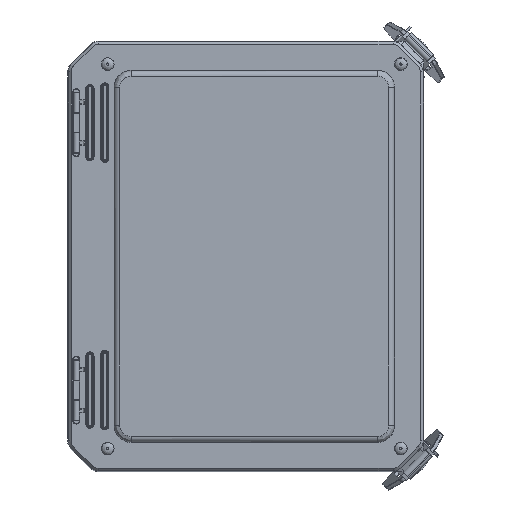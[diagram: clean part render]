
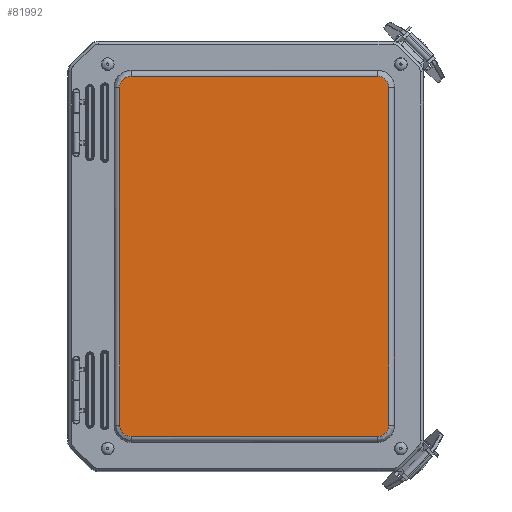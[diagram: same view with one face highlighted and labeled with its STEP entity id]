
A CAD part, top view. The second image highlights one B-rep face of the part: STEP entity #81992.
In plain terms, the highlighted planar face has unit normal (0, 0, 1).
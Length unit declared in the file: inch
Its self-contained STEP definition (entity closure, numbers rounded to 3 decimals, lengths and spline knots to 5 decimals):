
#867 = DIRECTION ( 'NONE',  ( 1., 0., 0. ) ) ;
#3750 = CARTESIAN_POINT ( 'NONE',  ( 2.9423, 3.72974, 4.31038 ) ) ;
#4116 = CARTESIAN_POINT ( 'NONE',  ( -2.89446, 3.85351, 4.31038 ) ) ;
#5969 = CARTESIAN_POINT ( 'NONE',  ( -2.9423, -3.69234, 4.31038 ) ) ;
#6040 = CARTESIAN_POINT ( 'NONE',  ( 2.9423, -3.69234, 4.31038 ) ) ;
#6339 = ORIENTED_EDGE ( 'NONE', *, *, #57088, .F. ) ;
#7662 = CARTESIAN_POINT ( 'NONE',  ( 0., 0., 4.31038 ) ) ;
#8108 = CARTESIAN_POINT ( 'NONE',  ( 2.74844, 3.93809, 4.31038 ) ) ;
#8710 = CARTESIAN_POINT ( 'NONE',  ( -2.9423, 0., 4.31038 ) ) ;
#10582 = LINE ( 'NONE', #23745, #38319 ) ;
#10704 = EDGE_CURVE ( 'NONE', #74855, #22148, #18894, .T. ) ;
#13426 = CARTESIAN_POINT ( 'NONE',  ( -2.86546, -3.87945, 4.31038 ) ) ;
#14235 = PLANE ( 'NONE',  #33952 ) ;
#17754 = CARTESIAN_POINT ( 'NONE',  ( -2.9423, 3.71104, 4.31038 ) ) ;
#18055 = CARTESIAN_POINT ( 'NONE',  ( -2.72974, 3.9423, 4.31038 ) ) ;
#18359 = CARTESIAN_POINT ( 'NONE',  ( -2.9423, 3.69234, 4.31038 ) ) ;
#18894 = B_SPLINE_CURVE_WITH_KNOTS ( 'NONE', 3,
 ( #49796, #71090, #84067, #91731, #56890, #56284, #63396, #50115 ),
 .UNSPECIFIED., .F., .F.,
 ( 4, 1, 1, 1, 1, 4 ),
 ( 0., 0.14286, 0.28571, 0.42857, 0.71429, 1. ),
 .UNSPECIFIED. ) ;
#20117 = B_SPLINE_CURVE_WITH_KNOTS ( 'NONE', 3,
 ( #22974, #30123, #8108, #64804, #87597, #74323, #3750, #66317 ),
 .UNSPECIFIED., .F., .F.,
 ( 4, 1, 1, 1, 1, 4 ),
 ( 0., 0.14286, 0.28571, 0.42857, 0.71429, 1. ),
 .UNSPECIFIED. ) ;
#21344 = ORIENTED_EDGE ( 'NONE', *, *, #25341, .F. ) ;
#22148 = VERTEX_POINT ( 'NONE', #42760 ) ;
#22974 = CARTESIAN_POINT ( 'NONE',  ( 2.69234, 3.9423, 4.31038 ) ) ;
#22981 = ORIENTED_EDGE ( 'NONE', *, *, #82544, .F. ) ;
#23571 = DIRECTION ( 'NONE',  ( 0., 1., 0. ) ) ;
#23718 = CARTESIAN_POINT ( 'NONE',  ( 0., 3.9423, 4.31038 ) ) ;
#23745 = CARTESIAN_POINT ( 'NONE',  ( 2.9423, 0., 4.31038 ) ) ;
#25169 = CARTESIAN_POINT ( 'NONE',  ( -2.8045, 3.92524, 4.31038 ) ) ;
#25341 = EDGE_CURVE ( 'NONE', #33217, #78468, #38261, .T. ) ;
#27579 = B_SPLINE_CURVE_WITH_KNOTS ( 'NONE', 3,
 ( #18359, #17754, #39459, #4116, #25169, #18055, #67278 ),
 .UNSPECIFIED., .F., .F.,
 ( 4, 1, 1, 1, 4 ),
 ( 0., 0.14286, 0.42857, 0.71429, 1. ),
 .UNSPECIFIED. ) ;
#30123 = CARTESIAN_POINT ( 'NONE',  ( 2.71104, 3.9423, 4.31038 ) ) ;
#30209 = FACE_OUTER_BOUND ( 'NONE', #61290, .T. ) ;
#30264 = CARTESIAN_POINT ( 'NONE',  ( -2.9423, 3.69234, 4.31038 ) ) ;
#31600 = VECTOR ( 'NONE', #52269, 39.37008 ) ;
#32289 = LINE ( 'NONE', #8710, #35583 ) ;
#33217 = VERTEX_POINT ( 'NONE', #87063 ) ;
#33952 = AXIS2_PLACEMENT_3D ( 'NONE', #7662, #85349, #867 ) ;
#35583 = VECTOR ( 'NONE', #23571, 39.37008 ) ;
#36903 = VECTOR ( 'NONE', #70239, 39.37008 ) ;
#38261 = LINE ( 'NONE', #23718, #31600 ) ;
#38319 = VECTOR ( 'NONE', #52594, 39.37008 ) ;
#39459 = CARTESIAN_POINT ( 'NONE',  ( -2.93603, 3.76715, 4.31038 ) ) ;
#39639 = ORIENTED_EDGE ( 'NONE', *, *, #10704, .F. ) ;
#41336 = CARTESIAN_POINT ( 'NONE',  ( -2.69234, -3.9423, 4.31038 ) ) ;
#41648 = VERTEX_POINT ( 'NONE', #69654 ) ;
#42759 = CARTESIAN_POINT ( 'NONE',  ( 0., -3.9423, 4.31038 ) ) ;
#42760 = CARTESIAN_POINT ( 'NONE',  ( 2.69234, -3.9423, 4.31038 ) ) ;
#48144 = CARTESIAN_POINT ( 'NONE',  ( -2.74844, -3.93809, 4.31038 ) ) ;
#49796 = CARTESIAN_POINT ( 'NONE',  ( 2.9423, -3.69234, 4.31038 ) ) ;
#50100 = ORIENTED_EDGE ( 'NONE', *, *, #78805, .F. ) ;
#50115 = CARTESIAN_POINT ( 'NONE',  ( 2.69234, -3.9423, 4.31038 ) ) ;
#51845 = CARTESIAN_POINT ( 'NONE',  ( 2.69234, 3.9423, 4.31038 ) ) ;
#52269 = DIRECTION ( 'NONE',  ( 1., 0., 0. ) ) ;
#52594 = DIRECTION ( 'NONE',  ( 0., -1., 0. ) ) ;
#55328 = EDGE_CURVE ( 'NONE', #41648, #74152, #76698, .T. ) ;
#55845 = CARTESIAN_POINT ( 'NONE',  ( -2.8017, -3.91944, 4.31038 ) ) ;
#56284 = CARTESIAN_POINT ( 'NONE',  ( 2.80452, -3.92524, 4.31038 ) ) ;
#56890 = CARTESIAN_POINT ( 'NONE',  ( 2.87945, -3.86546, 4.31038 ) ) ;
#57088 = EDGE_CURVE ( 'NONE', #22148, #41648, #69017, .T. ) ;
#58955 = EDGE_CURVE ( 'NONE', #74152, #86096, #32289, .T. ) ;
#61290 = EDGE_LOOP ( 'NONE', ( #63318, #63059, #63418, #6339, #39639, #50100, #22981, #21344 ) ) ;
#61734 = CARTESIAN_POINT ( 'NONE',  ( -2.71104, -3.9423, 4.31038 ) ) ;
#61777 = CARTESIAN_POINT ( 'NONE',  ( 2.9423, 3.69234, 4.31038 ) ) ;
#63059 = ORIENTED_EDGE ( 'NONE', *, *, #58955, .F. ) ;
#63318 = ORIENTED_EDGE ( 'NONE', *, *, #77469, .F. ) ;
#63396 = CARTESIAN_POINT ( 'NONE',  ( 2.72974, -3.9423, 4.31038 ) ) ;
#63418 = ORIENTED_EDGE ( 'NONE', *, *, #55328, .F. ) ;
#64804 = CARTESIAN_POINT ( 'NONE',  ( 2.8017, 3.91944, 4.31038 ) ) ;
#66317 = CARTESIAN_POINT ( 'NONE',  ( 2.9423, 3.69234, 4.31038 ) ) ;
#67278 = CARTESIAN_POINT ( 'NONE',  ( -2.69234, 3.9423, 4.31038 ) ) ;
#69017 = LINE ( 'NONE', #42759, #36903 ) ;
#69654 = CARTESIAN_POINT ( 'NONE',  ( -2.69234, -3.9423, 4.31038 ) ) ;
#70239 = DIRECTION ( 'NONE',  ( -1., 0., 0. ) ) ;
#71090 = CARTESIAN_POINT ( 'NONE',  ( 2.9423, -3.71104, 4.31038 ) ) ;
#74152 = VERTEX_POINT ( 'NONE', #74685 ) ;
#74323 = CARTESIAN_POINT ( 'NONE',  ( 2.92524, 3.80452, 4.31038 ) ) ;
#74685 = CARTESIAN_POINT ( 'NONE',  ( -2.9423, -3.69234, 4.31038 ) ) ;
#74855 = VERTEX_POINT ( 'NONE', #6040 ) ;
#75926 = CARTESIAN_POINT ( 'NONE',  ( -2.92524, -3.80452, 4.31038 ) ) ;
#76195 = VERTEX_POINT ( 'NONE', #61777 ) ;
#76698 = B_SPLINE_CURVE_WITH_KNOTS ( 'NONE', 3,
 ( #41336, #61734, #48144, #55845, #13426, #75926, #90694, #5969 ),
 .UNSPECIFIED., .F., .F.,
 ( 4, 1, 1, 1, 1, 4 ),
 ( 0., 0.14286, 0.28571, 0.42857, 0.71429, 1. ),
 .UNSPECIFIED. ) ;
#77469 = EDGE_CURVE ( 'NONE', #86096, #33217, #27579, .T. ) ;
#78468 = VERTEX_POINT ( 'NONE', #51845 ) ;
#78805 = EDGE_CURVE ( 'NONE', #76195, #74855, #10582, .T. ) ;
#81992 = ADVANCED_FACE ( 'NONE', ( #30209 ), #14235, .F. ) ;
#82544 = EDGE_CURVE ( 'NONE', #78468, #76195, #20117, .T. ) ;
#84067 = CARTESIAN_POINT ( 'NONE',  ( 2.93809, -3.74844, 4.31038 ) ) ;
#85349 = DIRECTION ( 'NONE',  ( 0., 0., -1. ) ) ;
#86096 = VERTEX_POINT ( 'NONE', #30264 ) ;
#87063 = CARTESIAN_POINT ( 'NONE',  ( -2.69234, 3.9423, 4.31038 ) ) ;
#87597 = CARTESIAN_POINT ( 'NONE',  ( 2.86546, 3.87945, 4.31038 ) ) ;
#90694 = CARTESIAN_POINT ( 'NONE',  ( -2.9423, -3.72974, 4.31038 ) ) ;
#91731 = CARTESIAN_POINT ( 'NONE',  ( 2.91944, -3.8017, 4.31038 ) ) ;
